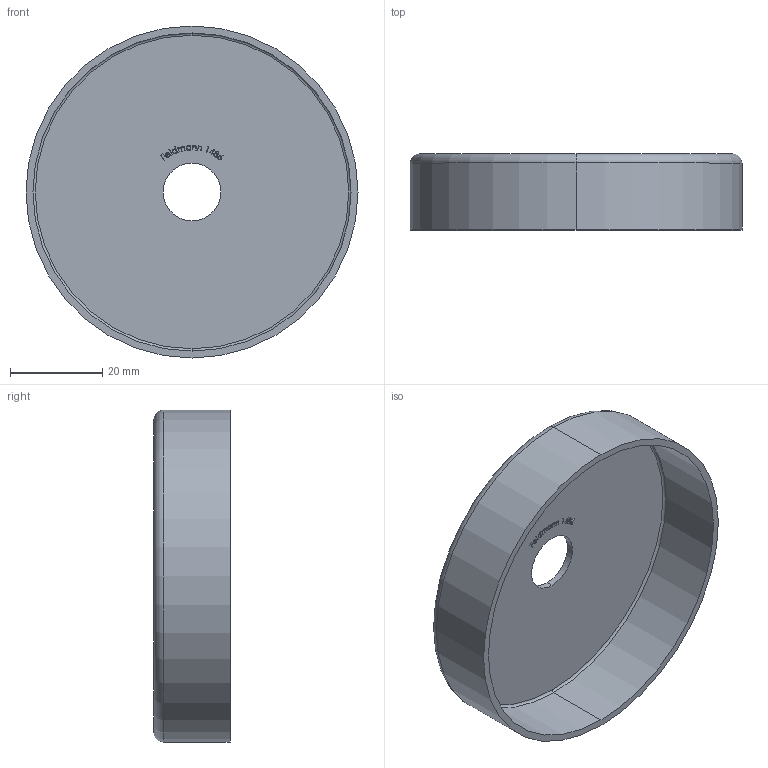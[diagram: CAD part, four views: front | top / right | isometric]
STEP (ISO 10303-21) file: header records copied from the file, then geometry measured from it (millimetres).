
FILE_DESCRIPTION (( 'STEP AP203' ), '1' );
FILE_NAME ('1486.step', '2015-09-17T14:45:14', ( '' ), ( '' ), 'SwSTEP 2.0', 'SolidWorks 2015', '' );
FILE_SCHEMA (( 'CONFIG_CONTROL_DESIGN' ));
Length unit declared in the file: millimetre
Products named in the file (1): 1486
Bounding box: 72 x 16.5 x 72 mm (x, y, z)
Volume: 10724.2 mm3; surface area: 14732.3 mm2
Topology: 1 solids, 1 shells, 182 faces, 476 edges, 316 vertices
Faces by surface type: plane 98, bspline 74, cylinder 6, torus 4
Entity records: 9269 total; most frequent: CARTESIAN_POINT 5193, ORIENTED_EDGE 952, DIRECTION 566, EDGE_CURVE 476, VERTEX_POINT 316, VECTOR 308, LINE 308, EDGE_LOOP 204
